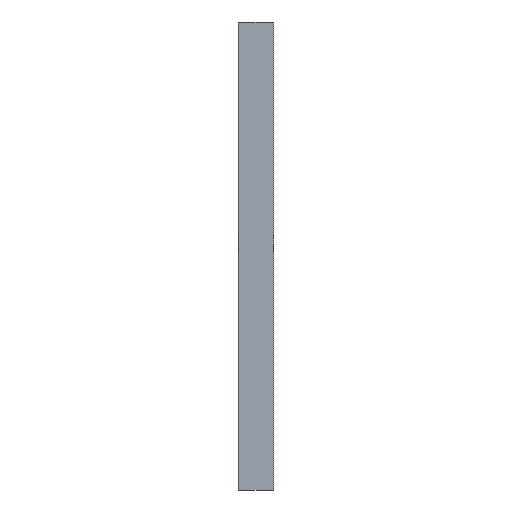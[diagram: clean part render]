
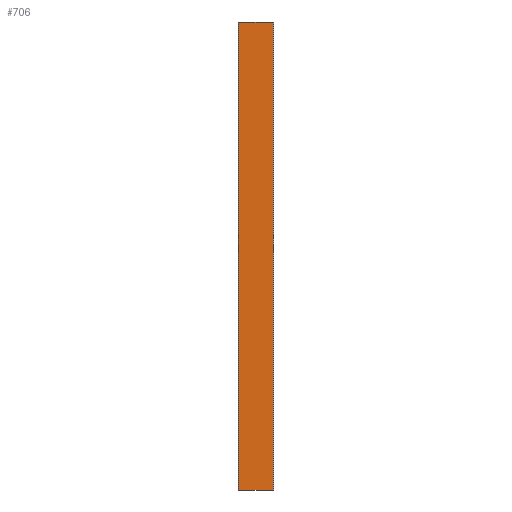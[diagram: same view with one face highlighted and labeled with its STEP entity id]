
A CAD part, front view. The second image highlights one B-rep face of the part: STEP entity #706.
In plain terms, the highlighted planar face has unit normal (0, -1, 0).
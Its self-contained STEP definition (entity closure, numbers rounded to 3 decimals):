
#19 = VECTOR ( 'NONE', #44, 1000. ) ;
#44 = DIRECTION ( 'NONE',  ( 0., 0., -1. ) ) ;
#95 = CARTESIAN_POINT ( 'NONE',  ( 74., 0., 2000. ) ) ;
#104 = EDGE_CURVE ( 'NONE', #1436, #855, #1365, .T. ) ;
#115 = CARTESIAN_POINT ( 'NONE',  ( -74., 0., 0. ) ) ;
#170 = AXIS2_PLACEMENT_3D ( 'NONE', #493, #1752, #911 ) ;
#204 = PLANE ( 'NONE',  #170 ) ;
#312 = VERTEX_POINT ( 'NONE', #115 ) ;
#357 = CARTESIAN_POINT ( 'NONE',  ( 74., 0., 0. ) ) ;
#397 = CARTESIAN_POINT ( 'NONE',  ( 74., 0., 2000. ) ) ;
#398 = LINE ( 'NONE', #1357, #19 ) ;
#493 = CARTESIAN_POINT ( 'NONE',  ( 74., 0., 2000. ) ) ;
#584 = VECTOR ( 'NONE', #1344, 1000. ) ;
#590 = EDGE_CURVE ( 'NONE', #1619, #1436, #806, .T. ) ;
#596 = EDGE_CURVE ( 'NONE', #1619, #312, #398, .T. ) ;
#706 = ADVANCED_FACE ( 'NONE', ( #1793 ), #204, .F. ) ;
#806 = LINE ( 'NONE', #1640, #1137 ) ;
#855 = VERTEX_POINT ( 'NONE', #915 ) ;
#911 = DIRECTION ( 'NONE',  ( 0., 0., 1. ) ) ;
#915 = CARTESIAN_POINT ( 'NONE',  ( 74., 0., 0. ) ) ;
#967 = ORIENTED_EDGE ( 'NONE', *, *, #1273, .T. ) ;
#990 = EDGE_LOOP ( 'NONE', ( #967, #1364, #1140, #1237 ) ) ;
#1137 = VECTOR ( 'NONE', #1579, 1000. ) ;
#1140 = ORIENTED_EDGE ( 'NONE', *, *, #590, .F. ) ;
#1215 = DIRECTION ( 'NONE',  ( 0., 0., -1. ) ) ;
#1237 = ORIENTED_EDGE ( 'NONE', *, *, #596, .T. ) ;
#1273 = EDGE_CURVE ( 'NONE', #312, #855, #1329, .T. ) ;
#1329 = LINE ( 'NONE', #357, #584 ) ;
#1344 = DIRECTION ( 'NONE',  ( 1., 0., 0. ) ) ;
#1357 = CARTESIAN_POINT ( 'NONE',  ( -74., 0., 2000. ) ) ;
#1364 = ORIENTED_EDGE ( 'NONE', *, *, #104, .F. ) ;
#1365 = LINE ( 'NONE', #95, #1722 ) ;
#1432 = CARTESIAN_POINT ( 'NONE',  ( -74., 0., 2000. ) ) ;
#1436 = VERTEX_POINT ( 'NONE', #397 ) ;
#1579 = DIRECTION ( 'NONE',  ( 1., 0., 0. ) ) ;
#1619 = VERTEX_POINT ( 'NONE', #1432 ) ;
#1640 = CARTESIAN_POINT ( 'NONE',  ( 74., 0., 2000. ) ) ;
#1722 = VECTOR ( 'NONE', #1215, 1000. ) ;
#1752 = DIRECTION ( 'NONE',  ( 0., 1., 0. ) ) ;
#1793 = FACE_OUTER_BOUND ( 'NONE', #990, .T. ) ;
